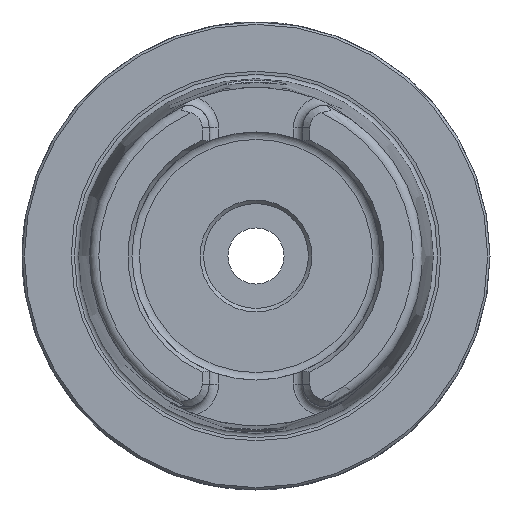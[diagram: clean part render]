
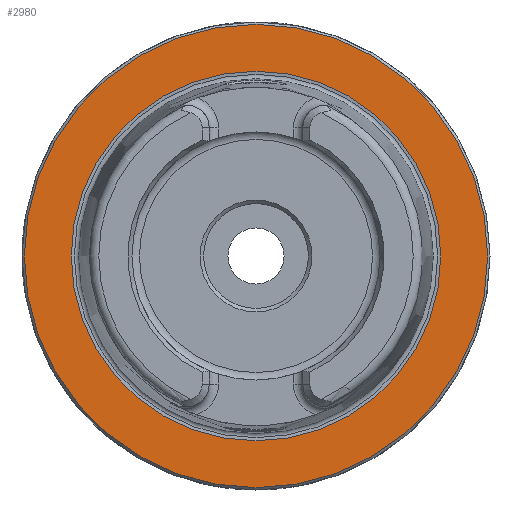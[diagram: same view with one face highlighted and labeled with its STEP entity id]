
A CAD part, left-side view. The second image highlights one B-rep face of the part: STEP entity #2980.
In plain terms, the highlighted planar face has unit normal (-1, 0, 0).
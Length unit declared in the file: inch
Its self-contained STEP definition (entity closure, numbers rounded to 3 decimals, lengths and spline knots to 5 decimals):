
#2946=CARTESIAN_POINT('',(0.0,1.94882,0.));
#2947=VERTEX_POINT('',#2946);
#2948=CARTESIAN_POINT('',(0.0,0.0,0.0));
#2949=DIRECTION('',(1.0,0.0,0.0));
#2950=DIRECTION('',(0.0,-1.0,0.0));
#2951=AXIS2_PLACEMENT_3D('',#2948,#2949,#2950);
#2952=CIRCLE('',#2951,1.94882);
#2953=EDGE_CURVE('',#2947,#2947,#2952,.T.);
#2961=CARTESIAN_POINT('',(0.0,0.98425,0.0));
#2962=DIRECTION('',(-1.0,0.0,0.0));
#2963=DIRECTION('',(0.0,0.0,1.0));
#2964=AXIS2_PLACEMENT_3D('',#2961,#2962,#2963);
#2965=PLANE('',#2964);
#2966=ORIENTED_EDGE('',*,*,#2953,.F.);
#2967=EDGE_LOOP('',(#2966));
#2968=FACE_OUTER_BOUND('',#2967,.T.);
#2969=CARTESIAN_POINT('',(0.0,1.55442,0.0));
#2970=VERTEX_POINT('',#2969);
#2971=CARTESIAN_POINT('',(0.0,0.0,0.0));
#2972=DIRECTION('',(1.0,0.0,0.0));
#2973=DIRECTION('',(0.0,1.0,0.0));
#2974=AXIS2_PLACEMENT_3D('',#2971,#2972,#2973);
#2975=CIRCLE('',#2974,1.55442);
#2976=EDGE_CURVE('',#2970,#2970,#2975,.T.);
#2977=ORIENTED_EDGE('',*,*,#2976,.T.);
#2978=EDGE_LOOP('',(#2977));
#2979=FACE_BOUND('',#2978,.T.);
#2980=ADVANCED_FACE('',(#2968,#2979),#2965,.T.);
